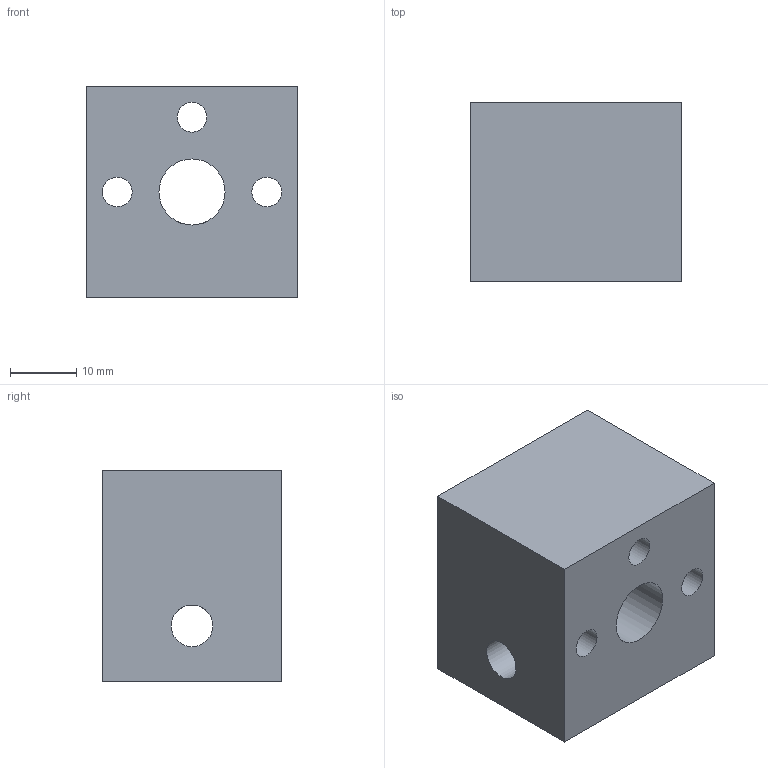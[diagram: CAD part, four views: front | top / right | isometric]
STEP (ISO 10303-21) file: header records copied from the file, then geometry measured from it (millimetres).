
FILE_DESCRIPTION(/* description */ ('STEP AP242','CAx-IF Rec.Pracs.---Representation and Presentation of Product Manufacturing Information (PMI)---4.0---2014-10-13','CAx-IF Rec.Pracs.---3D Tessellated Geometry---0.4---2014-09-14','2;1'),/* implementation_level */ '2;1');
FILE_NAME(/* name */ '669efe60ea7aa56251cfec45',/* time_stamp */ '2024-07-23T00:50:41Z',/* author */ (''),/* organization */ (''),/* preprocessor_version */ 'ST-DEVELOPER v20',/* originating_system */ ' ',/* authorisation */ ' ');
FILE_SCHEMA (('AP242_MANAGED_MODEL_BASED_3D_ENGINEERING_MIM_LF { 1 0 10303 442 1 1 4 }'));
Length unit declared in the file: metre
Products named in the file (1): lead-nut
Bounding box: 32 x 27.15 x 32 mm (x, y, z)
Volume: 23382 mm3; surface area: 7817.1 mm2
Topology: 1 solids, 1 shells, 11 faces, 31 edges, 21 vertices
Faces by surface type: plane 6, cylinder 5
Full cylindrical faces by diameter (mm): 4.5 x3, 6.3 x1, 10 x1
Entity records: 377 total; most frequent: CARTESIAN_POINT 72, DIRECTION 56, ORIENTED_EDGE 46, EDGE_LOOP 28, FACE_BOUND 28, EDGE_CURVE 23, AXIS2_PLACEMENT_3D 22, VERTEX_POINT 19
